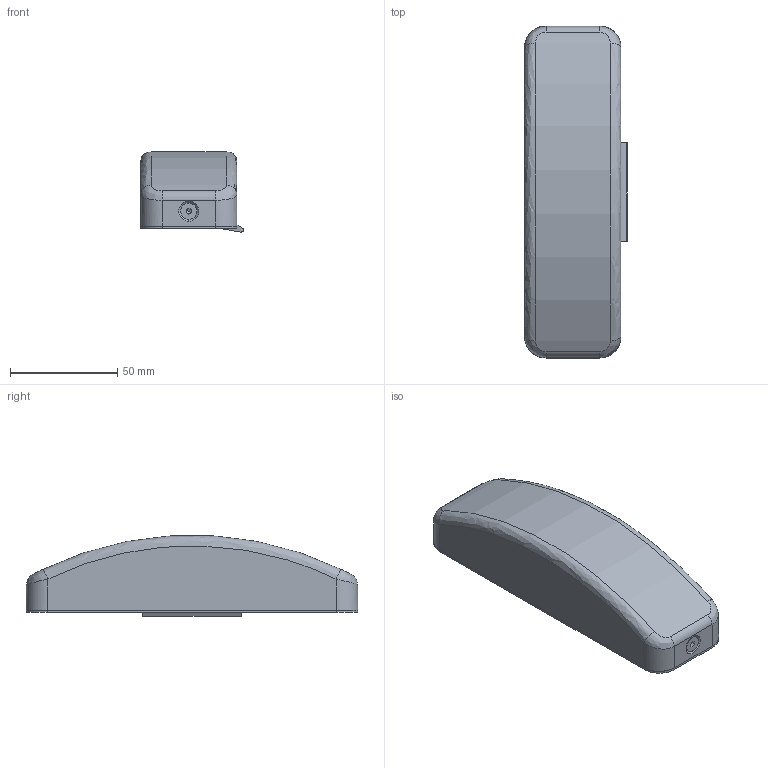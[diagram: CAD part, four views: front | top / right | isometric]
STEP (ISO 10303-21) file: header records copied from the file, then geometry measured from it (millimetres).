
FILE_DESCRIPTION (( 'STEP AP214' ), '1' );
FILE_NAME ('SE3APC.STEP', '2021-07-30T13:14:19', ( '' ), ( '' ), 'SwSTEP 2.0', 'SolidWorks 2020', '' );
FILE_SCHEMA (( 'AUTOMOTIVE_DESIGN' ));
Length unit declared in the file: millimetre
Products named in the file (10): socket countersunk head screw_din2_DIN 7991 - M4 x 10 --- 10N; 07650 Placa soporte 1600 antipánico_Versi¢n Jason; CE 1500-1600; CE 1600; Pestillo; 07651 Caja antipánico 929 Raw_Tet¢n invertido; socket countersunk head screw_din2_DIN 7991 - M3 x 8 --- 8N; CE 1700 Antipánico_2020; SE3APC; 07654 Suplemento 1mm caja 929
Assembly tree (10 placements, depth 4):
  SE3APC
    CE 1700 Antipánico_2020
      07650 Placa soporte 1600 antipánico_Versi¢n Jason
      07651 Caja antipánico 929 Raw_Tet¢n invertido
      CE 1600
        CE 1500-1600
        Pestillo
      socket countersunk head screw_din2_DIN 7991 - M3 x 8 --- 8N  x2
      07654 Suplemento 1mm caja 929
      socket countersunk head screw_din2_DIN 7991 - M4 x 10 --- 10N
Bounding box: 48 x 155 x 37.46 mm (x, y, z)
Volume: 87388.9 mm3; surface area: 69685.8 mm2
Topology: 8 solids, 8 shells, 375 faces, 1002 edges, 643 vertices
Faces by surface type: plane 198, cylinder 127, cone 32, bspline 18
Entity records: 16548 total; most frequent: CARTESIAN_POINT 3380, ORIENTED_EDGE 1880, DIRECTION 1880, EDGE_CURVE 940, AXIS2_PLACEMENT_3D 638, VERTEX_POINT 610, VECTOR 604, LINE 604
